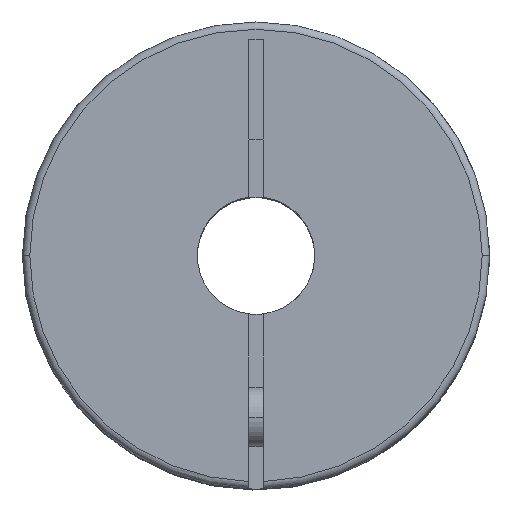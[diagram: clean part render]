
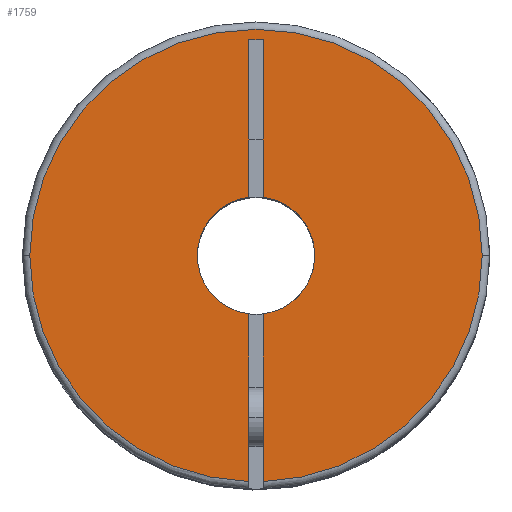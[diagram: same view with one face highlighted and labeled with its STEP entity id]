
A CAD part, top view. The second image highlights one B-rep face of the part: STEP entity #1759.
In plain terms, the highlighted planar face has unit normal (0, 0, 1).
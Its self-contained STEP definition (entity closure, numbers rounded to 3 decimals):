
#22 = VERTEX_POINT ( 'NONE', #908 ) ;
#33 = CARTESIAN_POINT ( 'NONE',  ( 0.5, 14.7, 0. ) ) ;
#35 = AXIS2_PLACEMENT_3D ( 'NONE', #3298, #2421, #2994 ) ;
#40 = EDGE_CURVE ( 'NONE', #2346, #1482, #3026, .T. ) ;
#44 = VECTOR ( 'NONE', #2528, 1000. ) ;
#87 = CARTESIAN_POINT ( 'NONE',  ( 0., 0., 0. ) ) ;
#90 = DIRECTION ( 'NONE',  ( -1., 0., 0. ) ) ;
#136 = EDGE_CURVE ( 'NONE', #303, #3469, #2176, .T. ) ;
#165 = AXIS2_PLACEMENT_3D ( 'NONE', #2666, #3882, #872 ) ;
#194 = VERTEX_POINT ( 'NONE', #600 ) ;
#209 = VECTOR ( 'NONE', #1459, 1000. ) ;
#224 = ORIENTED_EDGE ( 'NONE', *, *, #1537, .F. ) ;
#270 = VERTEX_POINT ( 'NONE', #33 ) ;
#271 = EDGE_CURVE ( 'NONE', #22, #933, #1614, .T. ) ;
#285 = CIRCLE ( 'NONE', #2493, 4. ) ;
#303 = VERTEX_POINT ( 'NONE', #660 ) ;
#364 = ORIENTED_EDGE ( 'NONE', *, *, #573, .F. ) ;
#462 = CARTESIAN_POINT ( 'NONE',  ( 0., 0., 0. ) ) ;
#537 = EDGE_CURVE ( 'NONE', #2715, #553, #664, .T. ) ;
#553 = VERTEX_POINT ( 'NONE', #569 ) ;
#569 = CARTESIAN_POINT ( 'NONE',  ( -15.4, 0., 0. ) ) ;
#573 = EDGE_CURVE ( 'NONE', #270, #2346, #2348, .T. ) ;
#582 = CARTESIAN_POINT ( 'NONE',  ( 0.5, -3.969, 0. ) ) ;
#597 = CIRCLE ( 'NONE', #2235, 15.4 ) ;
#600 = CARTESIAN_POINT ( 'NONE',  ( -0.5, -3.969, 0. ) ) ;
#660 = CARTESIAN_POINT ( 'NONE',  ( 0.5, 3.969, 0. ) ) ;
#664 = CIRCLE ( 'NONE', #3704, 15.4 ) ;
#685 = CARTESIAN_POINT ( 'NONE',  ( 0., 0., 0. ) ) ;
#734 = EDGE_CURVE ( 'NONE', #553, #22, #597, .T. ) ;
#758 = DIRECTION ( 'NONE',  ( 0., 0., -1. ) ) ;
#771 = DIRECTION ( 'NONE',  ( 0., 0., -1. ) ) ;
#789 = CARTESIAN_POINT ( 'NONE',  ( 0.5, 14.7, 0. ) ) ;
#792 = ORIENTED_EDGE ( 'NONE', *, *, #823, .T. ) ;
#823 = EDGE_CURVE ( 'NONE', #2484, #1482, #285, .T. ) ;
#830 = ORIENTED_EDGE ( 'NONE', *, *, #1239, .T. ) ;
#872 = DIRECTION ( 'NONE',  ( 0., -1., 0. ) ) ;
#908 = CARTESIAN_POINT ( 'NONE',  ( 15.4, 0., 0. ) ) ;
#933 = VERTEX_POINT ( 'NONE', #3296 ) ;
#957 = ORIENTED_EDGE ( 'NONE', *, *, #136, .T. ) ;
#981 = CIRCLE ( 'NONE', #3185, 4. ) ;
#1037 = DIRECTION ( 'NONE',  ( -1., 0., 0. ) ) ;
#1190 = CARTESIAN_POINT ( 'NONE',  ( 0., 0., 0. ) ) ;
#1239 = EDGE_CURVE ( 'NONE', #194, #2484, #981, .T. ) ;
#1344 = ORIENTED_EDGE ( 'NONE', *, *, #3480, .F. ) ;
#1398 = CARTESIAN_POINT ( 'NONE',  ( -0.5, 14.7, 0. ) ) ;
#1459 = DIRECTION ( 'NONE',  ( 0., 1., 0. ) ) ;
#1466 = FACE_OUTER_BOUND ( 'NONE', #3149, .T. ) ;
#1482 = VERTEX_POINT ( 'NONE', #3352 ) ;
#1486 = DIRECTION ( 'NONE',  ( -1., 0., 0. ) ) ;
#1524 = CARTESIAN_POINT ( 'NONE',  ( -0.5, 14.7, 0. ) ) ;
#1537 = EDGE_CURVE ( 'NONE', #933, #3469, #3442, .T. ) ;
#1614 = CIRCLE ( 'NONE', #1735, 15.4 ) ;
#1735 = AXIS2_PLACEMENT_3D ( 'NONE', #87, #3377, #1889 ) ;
#1759 = ADVANCED_FACE ( 'NONE', ( #1466 ), #3585, .F. ) ;
#1889 = DIRECTION ( 'NONE',  ( -1., 0., 0. ) ) ;
#1903 = ORIENTED_EDGE ( 'NONE', *, *, #271, .F. ) ;
#2030 = EDGE_CURVE ( 'NONE', #194, #2715, #3246, .T. ) ;
#2106 = CARTESIAN_POINT ( 'NONE',  ( -4., 0., 0. ) ) ;
#2176 = CIRCLE ( 'NONE', #35, 4. ) ;
#2235 = AXIS2_PLACEMENT_3D ( 'NONE', #685, #2794, #90 ) ;
#2308 = DIRECTION ( 'NONE',  ( 0., 0., -1. ) ) ;
#2323 = CARTESIAN_POINT ( 'NONE',  ( 0.5, -15.9, 0. ) ) ;
#2346 = VERTEX_POINT ( 'NONE', #2597 ) ;
#2348 = LINE ( 'NONE', #789, #3638 ) ;
#2421 = DIRECTION ( 'NONE',  ( 0., 0., -1. ) ) ;
#2484 = VERTEX_POINT ( 'NONE', #2106 ) ;
#2493 = AXIS2_PLACEMENT_3D ( 'NONE', #462, #758, #1037 ) ;
#2495 = DIRECTION ( 'NONE',  ( -1., 0., 0. ) ) ;
#2528 = DIRECTION ( 'NONE',  ( 0., 1., 0. ) ) ;
#2597 = CARTESIAN_POINT ( 'NONE',  ( -0.5, 14.7, 0. ) ) ;
#2631 = ORIENTED_EDGE ( 'NONE', *, *, #734, .F. ) ;
#2666 = CARTESIAN_POINT ( 'NONE',  ( 0., 0., 0. ) ) ;
#2715 = VERTEX_POINT ( 'NONE', #3491 ) ;
#2794 = DIRECTION ( 'NONE',  ( 0., 0., -1. ) ) ;
#2948 = VECTOR ( 'NONE', #3842, 1000. ) ;
#2956 = DIRECTION ( 'NONE',  ( 0., -1., 0. ) ) ;
#2959 = LINE ( 'NONE', #2323, #209 ) ;
#2994 = DIRECTION ( 'NONE',  ( -1., 0., 0. ) ) ;
#3009 = ORIENTED_EDGE ( 'NONE', *, *, #40, .F. ) ;
#3026 = LINE ( 'NONE', #1524, #3505 ) ;
#3149 = EDGE_LOOP ( 'NONE', ( #3736, #3235, #830, #792, #3009, #364, #1344, #957, #224, #1903, #2631 ) ) ;
#3154 = CARTESIAN_POINT ( 'NONE',  ( 0., 0., 0. ) ) ;
#3185 = AXIS2_PLACEMENT_3D ( 'NONE', #3154, #771, #2495 ) ;
#3235 = ORIENTED_EDGE ( 'NONE', *, *, #2030, .F. ) ;
#3246 = LINE ( 'NONE', #1398, #2948 ) ;
#3296 = CARTESIAN_POINT ( 'NONE',  ( 0.5, -15.392, 0. ) ) ;
#3298 = CARTESIAN_POINT ( 'NONE',  ( 0., 0., 0. ) ) ;
#3352 = CARTESIAN_POINT ( 'NONE',  ( -0.5, 3.969, 0. ) ) ;
#3377 = DIRECTION ( 'NONE',  ( 0., 0., -1. ) ) ;
#3442 = LINE ( 'NONE', #3744, #44 ) ;
#3469 = VERTEX_POINT ( 'NONE', #582 ) ;
#3480 = EDGE_CURVE ( 'NONE', #303, #270, #2959, .T. ) ;
#3491 = CARTESIAN_POINT ( 'NONE',  ( -0.5, -15.392, 0. ) ) ;
#3505 = VECTOR ( 'NONE', #2956, 1000. ) ;
#3532 = DIRECTION ( 'NONE',  ( -1., 0., 0. ) ) ;
#3585 = PLANE ( 'NONE',  #165 ) ;
#3638 = VECTOR ( 'NONE', #1486, 1000. ) ;
#3704 = AXIS2_PLACEMENT_3D ( 'NONE', #1190, #2308, #3532 ) ;
#3736 = ORIENTED_EDGE ( 'NONE', *, *, #537, .F. ) ;
#3744 = CARTESIAN_POINT ( 'NONE',  ( 0.5, -15.9, 0. ) ) ;
#3842 = DIRECTION ( 'NONE',  ( 0., -1., 0. ) ) ;
#3882 = DIRECTION ( 'NONE',  ( 0., 0., -1. ) ) ;
